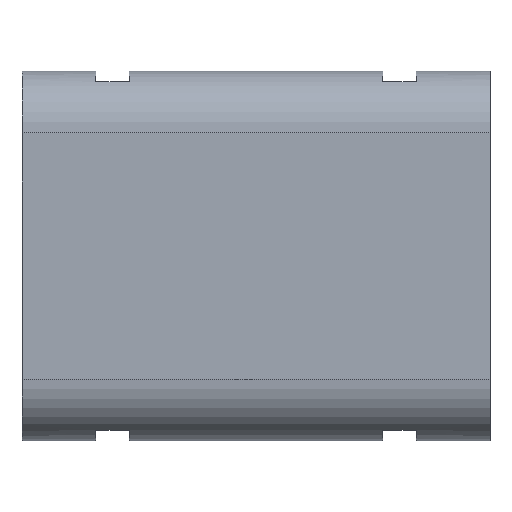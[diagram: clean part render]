
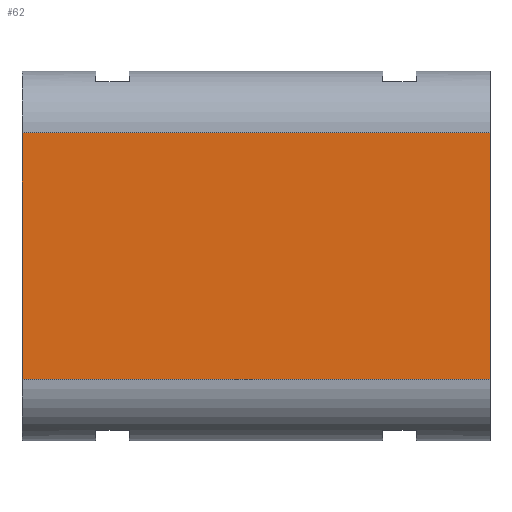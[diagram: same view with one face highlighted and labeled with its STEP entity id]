
A CAD part, front view. The second image highlights one B-rep face of the part: STEP entity #62.
In plain terms, the highlighted planar face has unit normal (0, -1, 0).
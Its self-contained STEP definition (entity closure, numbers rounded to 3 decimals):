
#2 = EDGE_CURVE ( 'NONE', #830, #1294, #98, .T. ) ;
#62 = ADVANCED_FACE ( 'NONE', ( #675 ), #828, .F. ) ;
#98 = LINE ( 'NONE', #465, #699 ) ;
#159 = ORIENTED_EDGE ( 'NONE', *, *, #565, .T. ) ;
#170 = VECTOR ( 'NONE', #1359, 1000. ) ;
#225 = CARTESIAN_POINT ( 'NONE',  ( 0., -5., 20. ) ) ;
#319 = EDGE_LOOP ( 'NONE', ( #1336, #686, #1102, #159 ) ) ;
#362 = VERTEX_POINT ( 'NONE', #913 ) ;
#440 = DIRECTION ( 'NONE',  ( 0., 0., -1. ) ) ;
#465 = CARTESIAN_POINT ( 'NONE',  ( 38., -5., 20. ) ) ;
#485 = DIRECTION ( 'NONE',  ( 0., 1., 0. ) ) ;
#562 = LINE ( 'NONE', #225, #944 ) ;
#565 = EDGE_CURVE ( 'NONE', #830, #600, #1440, .T. ) ;
#588 = DIRECTION ( 'NONE',  ( 0., 0., 1. ) ) ;
#590 = CARTESIAN_POINT ( 'NONE',  ( 38., -5., 0. ) ) ;
#600 = VERTEX_POINT ( 'NONE', #1458 ) ;
#630 = EDGE_CURVE ( 'NONE', #1294, #362, #967, .T. ) ;
#675 = FACE_OUTER_BOUND ( 'NONE', #319, .T. ) ;
#677 = AXIS2_PLACEMENT_3D ( 'NONE', #1042, #485, #588 ) ;
#686 = ORIENTED_EDGE ( 'NONE', *, *, #630, .F. ) ;
#699 = VECTOR ( 'NONE', #1478, 1000. ) ;
#756 = CARTESIAN_POINT ( 'NONE',  ( 38., -5., 20. ) ) ;
#828 = PLANE ( 'NONE',  #677 ) ;
#830 = VERTEX_POINT ( 'NONE', #1039 ) ;
#913 = CARTESIAN_POINT ( 'NONE',  ( 0., -5., 0. ) ) ;
#944 = VECTOR ( 'NONE', #440, 1000. ) ;
#967 = LINE ( 'NONE', #1465, #170 ) ;
#1039 = CARTESIAN_POINT ( 'NONE',  ( 38., -5., 20. ) ) ;
#1042 = CARTESIAN_POINT ( 'NONE',  ( 38., -5., 20. ) ) ;
#1102 = ORIENTED_EDGE ( 'NONE', *, *, #2, .F. ) ;
#1114 = VECTOR ( 'NONE', #1311, 1000. ) ;
#1243 = EDGE_CURVE ( 'NONE', #600, #362, #562, .T. ) ;
#1294 = VERTEX_POINT ( 'NONE', #590 ) ;
#1311 = DIRECTION ( 'NONE',  ( -1., 0., 0. ) ) ;
#1336 = ORIENTED_EDGE ( 'NONE', *, *, #1243, .T. ) ;
#1359 = DIRECTION ( 'NONE',  ( -1., 0., 0. ) ) ;
#1440 = LINE ( 'NONE', #756, #1114 ) ;
#1458 = CARTESIAN_POINT ( 'NONE',  ( 0., -5., 20. ) ) ;
#1465 = CARTESIAN_POINT ( 'NONE',  ( 38., -5., 0. ) ) ;
#1478 = DIRECTION ( 'NONE',  ( 0., 0., -1. ) ) ;
